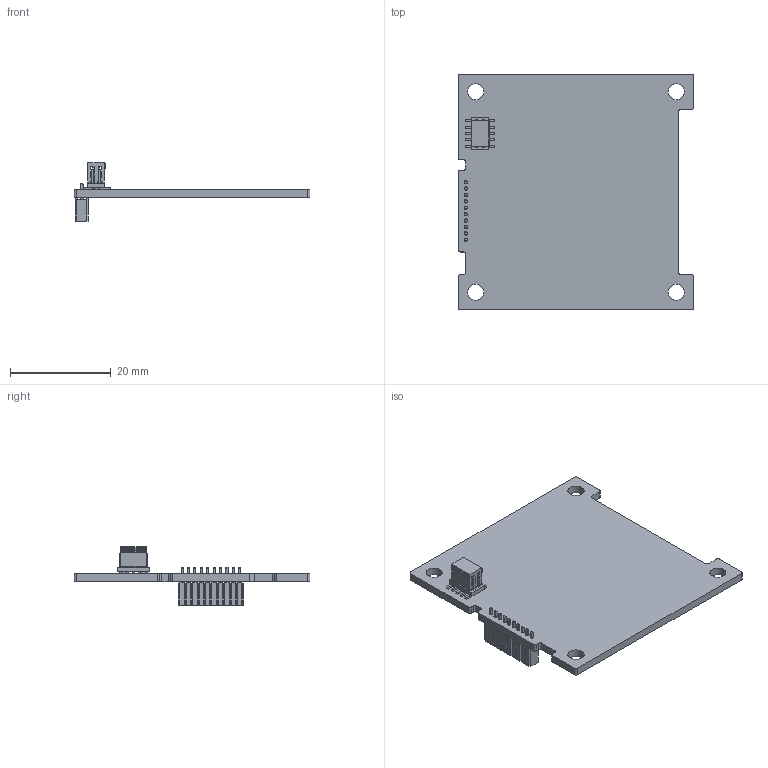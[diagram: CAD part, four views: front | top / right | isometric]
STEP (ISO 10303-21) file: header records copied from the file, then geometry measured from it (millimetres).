
FILE_DESCRIPTION(('KiCad electronic assembly'),'2;1');
FILE_NAME('batteryboard-bottom.step','2022-06-29T19:15:51',('Pcbnew'),( 'Kicad'),'Open CASCADE STEP processor 7.6','KiCad to STEP converter' ,'Unknown');
FILE_SCHEMA(('AUTOMOTIVE_DESIGN { 1 0 10303 214 1 1 1 1 }'));
Length unit declared in the file: millimetre
Products named in the file (6): batteryboard-bottom 1; FTS-105-01-L-DV-A-P; COMPOUND; SLM-110-01-G-S; batteryboard-bottom PCB
Assembly tree (5 placements, depth 3):
  batteryboard-bottom 1
    FTS-105-01-L-DV-A-P
      COMPOUND
    SLM-110-01-G-S
      COMPOUND
    batteryboard-bottom PCB
Bounding box: 46.8 x 46.8 x 11.58 mm (x, y, z)
Volume: 3475.4 mm3; surface area: 5451.2 mm2
Topology: 7 solids, 7 shells, 612 faces, 1650 edges, 1074 vertices
Faces by surface type: bspline 562, cylinder 32, plane 18
Full cylindrical faces by diameter (mm): 0.66 x10, 1.02 x2, 3.2 x4
Entity records: 36658 total; most frequent: CARTESIAN_POINT 14062, B_SPLINE_CURVE_WITH_KNOTS 4342, ORIENTED_EDGE 3300, PCURVE 3300, DEFINITIONAL_REPRESENTATION 3300, EDGE_CURVE 1650, SURFACE_CURVE 1632, VERTEX_POINT 1074
